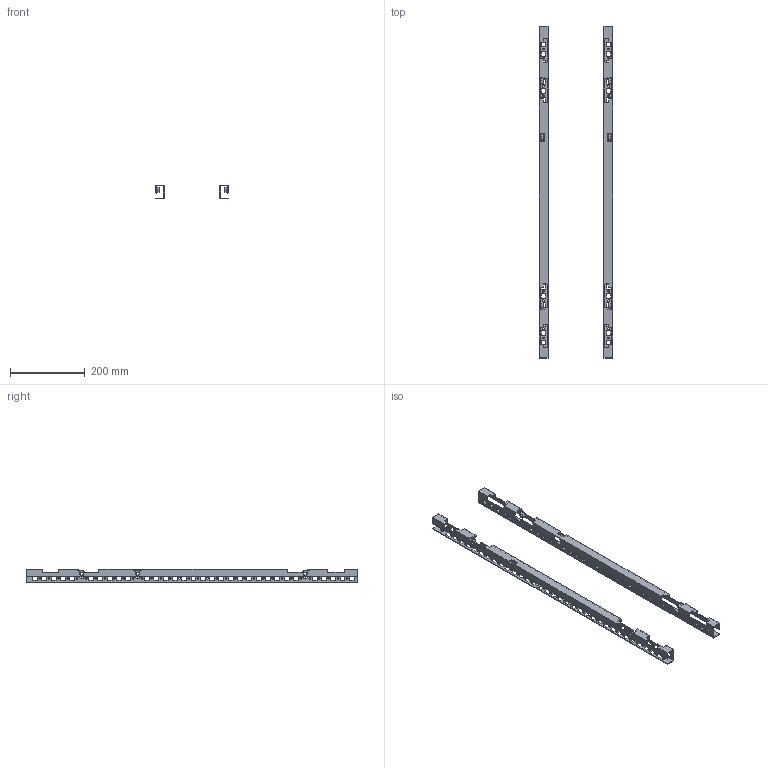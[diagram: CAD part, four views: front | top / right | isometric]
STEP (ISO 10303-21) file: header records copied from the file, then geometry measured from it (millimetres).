
FILE_DESCRIPTION (( 'STEP AP214' ), '1' );
FILE_NAME ('0391-9010-00-03.step', '2024-06-19T07:53:57', ( '' ), ( '' ), 'SwSTEP 2.0', 'SolidWorks 2019', '' );
FILE_SCHEMA (( 'AUTOMOTIVE_DESIGN' ));
Length unit declared in the file: millimetre
Products named in the file (3): SenkrechteMontgeschieneL_1000; SenkrechteMontgeschieneR_1000; 0391-9010-00-03
Assembly tree (2 placements, depth 2):
  0391-9010-00-03
    SenkrechteMontgeschieneR_1000
    SenkrechteMontgeschieneL_1000
Bounding box: 197 x 891 x 37.5 mm (x, y, z)
Volume: 268455.4 mm3; surface area: 297767 mm2
Topology: 8 solids, 8 shells, 1030 faces, 3090 edges, 2060 vertices
Faces by surface type: plane 716, cylinder 314
Entity records: 35922 total; most frequent: CARTESIAN_POINT 6185, ORIENTED_EDGE 6180, DIRECTION 5788, EDGE_CURVE 3090, LINE 2462, VECTOR 2462, VERTEX_POINT 2060, AXIS2_PLACEMENT_3D 1663
